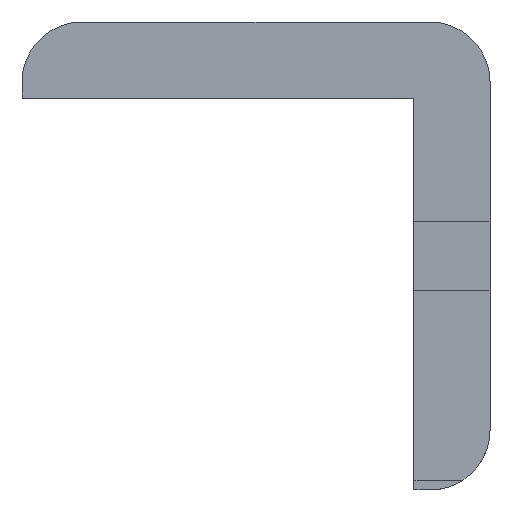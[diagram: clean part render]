
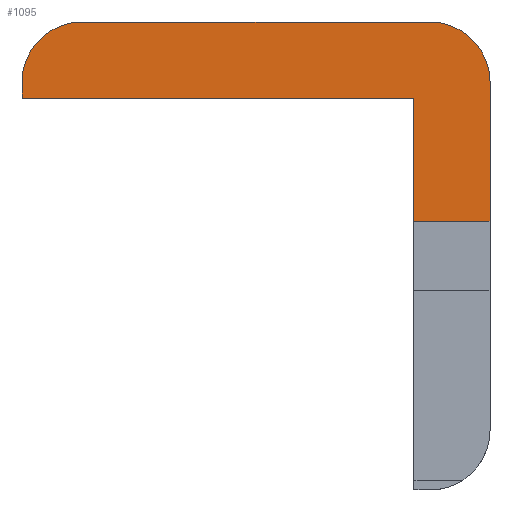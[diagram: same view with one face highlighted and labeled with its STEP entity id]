
A CAD part, front view. The second image highlights one B-rep face of the part: STEP entity #1095.
In plain terms, the highlighted planar face has unit normal (0, -1, 0).
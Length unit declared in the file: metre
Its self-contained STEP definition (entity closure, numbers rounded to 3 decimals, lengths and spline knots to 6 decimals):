
#12 = DIRECTION ( 'NONE',  ( 0., 0., -1. ) ) ;
#19 = CARTESIAN_POINT ( 'NONE',  ( 0.00635, -0.002, 0.00635 ) ) ;
#33 = EDGE_CURVE ( 'NONE', #1150, #115, #473, .T. ) ;
#59 = CARTESIAN_POINT ( 'NONE',  ( -0.038321, -0.002, 0.00635 ) ) ;
#88 = EDGE_CURVE ( 'NONE', #1279, #1050, #997, .T. ) ;
#107 = CARTESIAN_POINT ( 'NONE',  ( 0., -0.002, 0.00635 ) ) ;
#111 = LINE ( 'NONE', #19, #1264 ) ;
#115 = VERTEX_POINT ( 'NONE', #177 ) ;
#148 = DIRECTION ( 'NONE',  ( 0., -1., 0. ) ) ;
#177 = CARTESIAN_POINT ( 'NONE',  ( -0.032731, -0.002, 0. ) ) ;
#197 = EDGE_CURVE ( 'NONE', #1150, #1359, #1054, .T. ) ;
#238 = CARTESIAN_POINT ( 'NONE',  ( -0.032731, -0.002, 0.00135 ) ) ;
#252 = CARTESIAN_POINT ( 'NONE',  ( -0.027731, -0.002, 0.00135 ) ) ;
#256 = DIRECTION ( 'NONE',  ( 0., 0., -1. ) ) ;
#262 = CARTESIAN_POINT ( 'NONE',  ( 0.00635, -0.002, -0.01028 ) ) ;
#284 = CARTESIAN_POINT ( 'NONE',  ( -0.038321, -0.002, 0.00635 ) ) ;
#290 = EDGE_CURVE ( 'NONE', #115, #964, #636, .T. ) ;
#351 = ORIENTED_EDGE ( 'NONE', *, *, #290, .F. ) ;
#426 = VECTOR ( 'NONE', #442, 1. ) ;
#442 = DIRECTION ( 'NONE',  ( 0., 0., 1. ) ) ;
#461 = DIRECTION ( 'NONE',  ( 0., -1., 0. ) ) ;
#473 = LINE ( 'NONE', #590, #824 ) ;
#476 = CARTESIAN_POINT ( 'NONE',  ( -0.027731, -0.002, 0.00635 ) ) ;
#481 = VERTEX_POINT ( 'NONE', #262 ) ;
#491 = VERTEX_POINT ( 'NONE', #476 ) ;
#515 = EDGE_LOOP ( 'NONE', ( #1104, #926, #1261, #646, #656, #351, #632, #692 ) ) ;
#534 = CIRCLE ( 'NONE', #1306, 0.005 ) ;
#537 = EDGE_CURVE ( 'NONE', #481, #1359, #814, .T. ) ;
#560 = EDGE_CURVE ( 'NONE', #491, #1050, #913, .T. ) ;
#562 = FACE_OUTER_BOUND ( 'NONE', #515, .T. ) ;
#590 = CARTESIAN_POINT ( 'NONE',  ( -0.032731, -0.002, 0. ) ) ;
#623 = CARTESIAN_POINT ( 'NONE',  ( 0.00135, -0.002, 0.00135 ) ) ;
#631 = CARTESIAN_POINT ( 'NONE',  ( 0.00635, -0.002, 0.00135 ) ) ;
#632 = ORIENTED_EDGE ( 'NONE', *, *, #33, .F. ) ;
#636 = LINE ( 'NONE', #968, #426 ) ;
#646 = ORIENTED_EDGE ( 'NONE', *, *, #560, .F. ) ;
#656 = ORIENTED_EDGE ( 'NONE', *, *, #722, .T. ) ;
#689 = DIRECTION ( 'NONE',  ( 0., 0., -1. ) ) ;
#692 = ORIENTED_EDGE ( 'NONE', *, *, #197, .T. ) ;
#707 = CARTESIAN_POINT ( 'NONE',  ( -0.038321, -0.002, -0.01028 ) ) ;
#715 = CARTESIAN_POINT ( 'NONE',  ( 0., -0.002, -0.01028 ) ) ;
#722 = EDGE_CURVE ( 'NONE', #491, #964, #534, .T. ) ;
#724 = DIRECTION ( 'NONE',  ( 1., 0., 0. ) ) ;
#774 = PLANE ( 'NONE',  #1100 ) ;
#804 = DIRECTION ( 'NONE',  ( -1., 0., 0. ) ) ;
#814 = LINE ( 'NONE', #707, #1046 ) ;
#817 = DIRECTION ( 'NONE',  ( 0., 0., -1. ) ) ;
#824 = VECTOR ( 'NONE', #1209, 1. ) ;
#913 = LINE ( 'NONE', #284, #954 ) ;
#926 = ORIENTED_EDGE ( 'NONE', *, *, #1001, .F. ) ;
#951 = DIRECTION ( 'NONE',  ( 0., 0., -1. ) ) ;
#954 = VECTOR ( 'NONE', #724, 1. ) ;
#964 = VERTEX_POINT ( 'NONE', #238 ) ;
#968 = CARTESIAN_POINT ( 'NONE',  ( -0.032731, -0.002, -0.032792 ) ) ;
#997 = CIRCLE ( 'NONE', #1275, 0.005 ) ;
#1001 = EDGE_CURVE ( 'NONE', #1279, #481, #111, .T. ) ;
#1046 = VECTOR ( 'NONE', #804, 1. ) ;
#1050 = VERTEX_POINT ( 'NONE', #1092 ) ;
#1054 = LINE ( 'NONE', #107, #1115 ) ;
#1092 = CARTESIAN_POINT ( 'NONE',  ( 0.00135, -0.002, 0.00635 ) ) ;
#1095 = ADVANCED_FACE ( 'NONE', ( #562 ), #774, .T. ) ;
#1100 = AXIS2_PLACEMENT_3D ( 'NONE', #59, #461, #256 ) ;
#1104 = ORIENTED_EDGE ( 'NONE', *, *, #537, .F. ) ;
#1115 = VECTOR ( 'NONE', #12, 1. ) ;
#1150 = VERTEX_POINT ( 'NONE', #1252 ) ;
#1209 = DIRECTION ( 'NONE',  ( -1., 0., 0. ) ) ;
#1252 = CARTESIAN_POINT ( 'NONE',  ( 0., -0.002, 0. ) ) ;
#1261 = ORIENTED_EDGE ( 'NONE', *, *, #88, .T. ) ;
#1264 = VECTOR ( 'NONE', #951, 1. ) ;
#1275 = AXIS2_PLACEMENT_3D ( 'NONE', #623, #1337, #817 ) ;
#1279 = VERTEX_POINT ( 'NONE', #631 ) ;
#1306 = AXIS2_PLACEMENT_3D ( 'NONE', #252, #148, #689 ) ;
#1337 = DIRECTION ( 'NONE',  ( 0., -1., 0. ) ) ;
#1359 = VERTEX_POINT ( 'NONE', #715 ) ;
